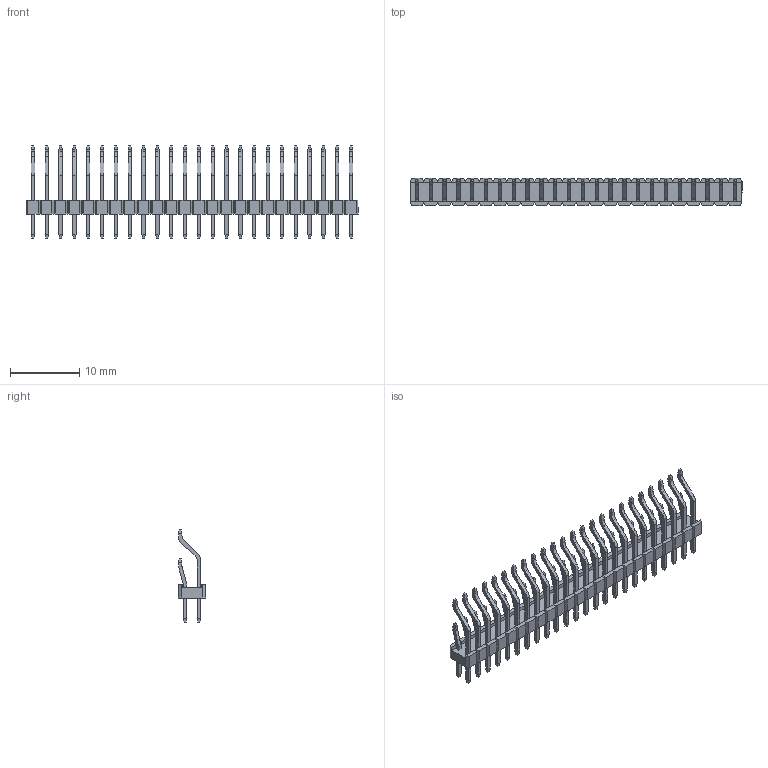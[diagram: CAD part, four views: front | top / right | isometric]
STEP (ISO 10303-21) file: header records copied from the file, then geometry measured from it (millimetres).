
FILE_DESCRIPTION (( 'STEP AP214' ), '1' );
FILE_NAME ('FPH20064-D48B1015090000M-REF.STEP', '2025-07-03T09:55:18', ( '' ), ( '' ), 'SwSTEP 2.0', 'SolidWorks 2021', '' );
FILE_SCHEMA (( 'AUTOMOTIVE_DESIGN' ));
Length unit declared in the file: millimetre
Products named in the file (1): FPH20064-D48B1015090000M-REF
Bounding box: 48 x 4 x 13.37 mm (x, y, z)
Volume: 424.9 mm3; surface area: 1641.2 mm2
Topology: 1 solids, 1 shells, 1352 faces, 3378 edges, 2124 vertices
Faces by surface type: plane 1208, cylinder 144
Entity records: 39232 total; most frequent: CARTESIAN_POINT 6855, ORIENTED_EDGE 6756, DIRECTION 6372, EDGE_CURVE 3378, VECTOR 3090, LINE 3090, VERTEX_POINT 2124, AXIS2_PLACEMENT_3D 1641
